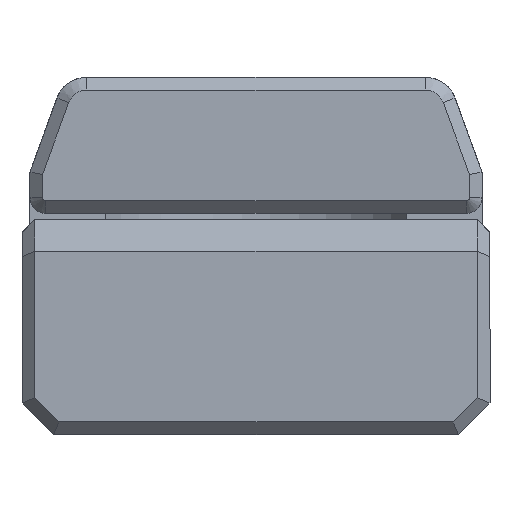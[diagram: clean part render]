
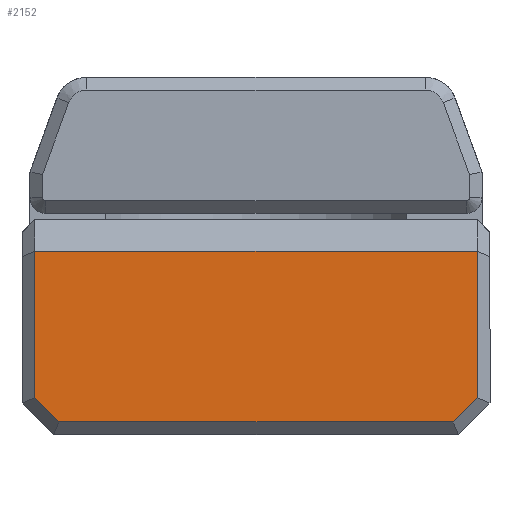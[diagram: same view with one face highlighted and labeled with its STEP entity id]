
A CAD part, front view. The second image highlights one B-rep face of the part: STEP entity #2152.
In plain terms, the highlighted planar face has unit normal (0, -1, 0).
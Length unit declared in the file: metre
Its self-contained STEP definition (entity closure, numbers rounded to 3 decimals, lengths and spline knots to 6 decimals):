
#134 = AXIS2_PLACEMENT_3D ( 'NONE', #2522, #2980, #2462 ) ;
#206 = PLANE ( 'NONE',  #134 ) ;
#379 = EDGE_LOOP ( 'NONE', ( #4317, #2213, #3773, #799, #410, #1657 ) ) ;
#410 = ORIENTED_EDGE ( 'NONE', *, *, #5279, .T. ) ;
#490 = CARTESIAN_POINT ( 'NONE',  ( 0.006102, -0.2055, 0.032501 ) ) ;
#589 = DIRECTION ( 'NONE',  ( 0., 0., 1. ) ) ;
#592 = CARTESIAN_POINT ( 'NONE',  ( -0.007902, -0.2055, 0.0013 ) ) ;
#607 = CARTESIAN_POINT ( 'NONE',  ( 0.006102, -0.2055, 0.0013 ) ) ;
#794 = LINE ( 'NONE', #1721, #2618 ) ;
#799 = ORIENTED_EDGE ( 'NONE', *, *, #1813, .T. ) ;
#823 = DIRECTION ( 'NONE',  ( 0.707, 0., 0.707 ) ) ;
#1098 = CARTESIAN_POINT ( 'NONE',  ( -0.008302, -0.2055, 0.0013 ) ) ;
#1143 = CARTESIAN_POINT ( 'NONE',  ( -0.007902, -0.2055, 0.032501 ) ) ;
#1379 = CARTESIAN_POINT ( 'NONE',  ( 0.006102, -0.2055, -0.003334 ) ) ;
#1491 = LINE ( 'NONE', #4554, #3699 ) ;
#1657 = ORIENTED_EDGE ( 'NONE', *, *, #5168, .T. ) ;
#1712 = VERTEX_POINT ( 'NONE', #1379 ) ;
#1721 = CARTESIAN_POINT ( 'NONE',  ( 0.006219, -0.2055, -0.003217 ) ) ;
#1783 = EDGE_CURVE ( 'NONE', #1712, #2901, #4590, .T. ) ;
#1813 = EDGE_CURVE ( 'NONE', #3210, #2930, #5635, .T. ) ;
#1847 = DIRECTION ( 'NONE',  ( 0.707, 0., -0.707 ) ) ;
#2076 = DIRECTION ( 'NONE',  ( 0., 0., -1. ) ) ;
#2152 = ADVANCED_FACE ( 'NONE', ( #4208 ), #206, .F. ) ;
#2213 = ORIENTED_EDGE ( 'NONE', *, *, #1783, .T. ) ;
#2324 = LINE ( 'NONE', #4070, #4540 ) ;
#2398 = DIRECTION ( 'NONE',  ( 1., 0., 0. ) ) ;
#2420 = CARTESIAN_POINT ( 'NONE',  ( -0.007902, -0.2055, -0.003334 ) ) ;
#2462 = DIRECTION ( 'NONE',  ( 0., 0., 1. ) ) ;
#2522 = CARTESIAN_POINT ( 'NONE',  ( 0.006502, -0.2055, 0.032501 ) ) ;
#2618 = VECTOR ( 'NONE', #823, 1. ) ;
#2710 = VECTOR ( 'NONE', #2076, 1. ) ;
#2901 = VERTEX_POINT ( 'NONE', #607 ) ;
#2930 = VERTEX_POINT ( 'NONE', #2420 ) ;
#2980 = DIRECTION ( 'NONE',  ( 0., 1., 0. ) ) ;
#3025 = VERTEX_POINT ( 'NONE', #5379 ) ;
#3210 = VERTEX_POINT ( 'NONE', #592 ) ;
#3451 = CARTESIAN_POINT ( 'NONE',  ( -0.007136, -0.2055, -0.0041 ) ) ;
#3555 = VECTOR ( 'NONE', #589, 1. ) ;
#3699 = VECTOR ( 'NONE', #2398, 1. ) ;
#3773 = ORIENTED_EDGE ( 'NONE', *, *, #3815, .T. ) ;
#3815 = EDGE_CURVE ( 'NONE', #2901, #3210, #4183, .T. ) ;
#4070 = CARTESIAN_POINT ( 'NONE',  ( -0.007019, -0.2055, -0.004217 ) ) ;
#4183 = LINE ( 'NONE', #1098, #4844 ) ;
#4208 = FACE_OUTER_BOUND ( 'NONE', #379, .T. ) ;
#4255 = VERTEX_POINT ( 'NONE', #3451 ) ;
#4270 = EDGE_CURVE ( 'NONE', #3025, #1712, #794, .T. ) ;
#4317 = ORIENTED_EDGE ( 'NONE', *, *, #4270, .T. ) ;
#4540 = VECTOR ( 'NONE', #1847, 1. ) ;
#4554 = CARTESIAN_POINT ( 'NONE',  ( 0.005502, -0.2055, -0.0041 ) ) ;
#4590 = LINE ( 'NONE', #490, #3555 ) ;
#4844 = VECTOR ( 'NONE', #5622, 1. ) ;
#5168 = EDGE_CURVE ( 'NONE', #4255, #3025, #1491, .T. ) ;
#5279 = EDGE_CURVE ( 'NONE', #2930, #4255, #2324, .T. ) ;
#5379 = CARTESIAN_POINT ( 'NONE',  ( 0.005336, -0.2055, -0.0041 ) ) ;
#5622 = DIRECTION ( 'NONE',  ( -1., 0., 0. ) ) ;
#5635 = LINE ( 'NONE', #1143, #2710 ) ;
